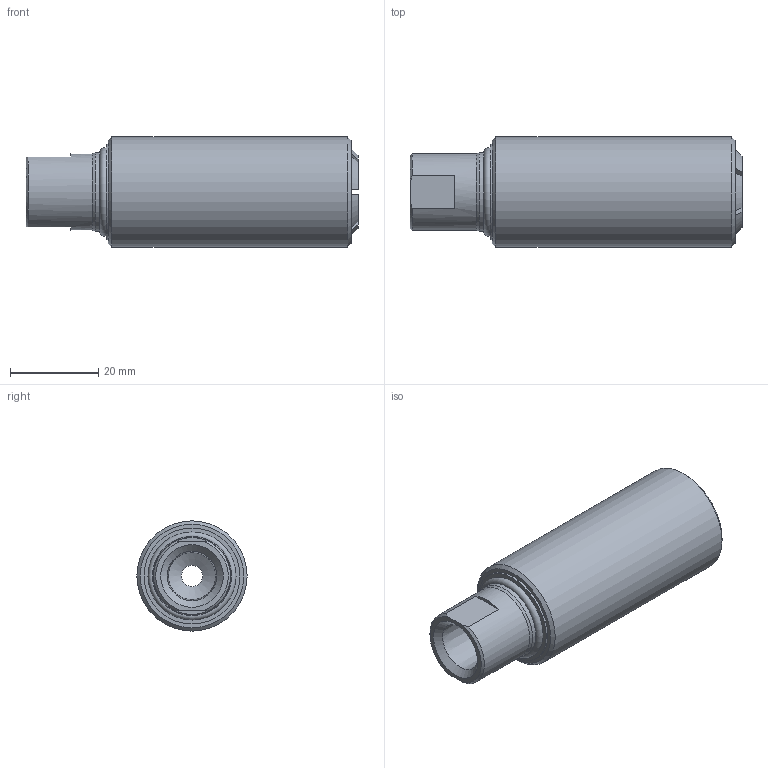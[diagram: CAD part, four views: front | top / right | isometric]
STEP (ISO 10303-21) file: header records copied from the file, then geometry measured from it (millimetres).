
FILE_DESCRIPTION(/* description */ (''),/* implementation_level */ '2;1');
FILE_NAME(/* name */ 'FR7005041.stp',/* time_stamp */ '2016-10-13T14:21:19-05:00',/* author */ ('scottg'),/* organization */ ('FasTest,Inc.'),/* preprocessor_version */ 'ST-DEVELOPER v16.1',/* originating_system */ 'Autodesk Inventor 2016',/* authorisation */ '');
FILE_SCHEMA (('AUTOMOTIVE_DESIGN { 1 0 10303 214 3 1 1 }'));
Length unit declared in the file: inch
Products named in the file (1): FR7005041
Bounding box: 75.44 x 25.04 x 25.04 mm (x, y, z)
Volume: 27444.2 mm3; surface area: 9935.5 mm2
Topology: 1 solids, 1 shells, 120 faces, 305 edges, 195 vertices
Faces by surface type: plane 38, cylinder 36, cone 30, torus 16
Full cylindrical faces by diameter (mm): 4.826 x1, 8.179 x1, 10.719 x1, 11.125 x1, 14.351 x1, 15.037 x1, 17.475 x1, 17.958 x2, 21.057 x1, 21.793 x1, 25.044 x1
Entity records: 3670 total; most frequent: CARTESIAN_POINT 965, DIRECTION 558, ORIENTED_EDGE 548, EDGE_CURVE 274, AXIS2_PLACEMENT_3D 239, VERTEX_POINT 190, EDGE_LOOP 156, FACE_OUTER_BOUND 120
